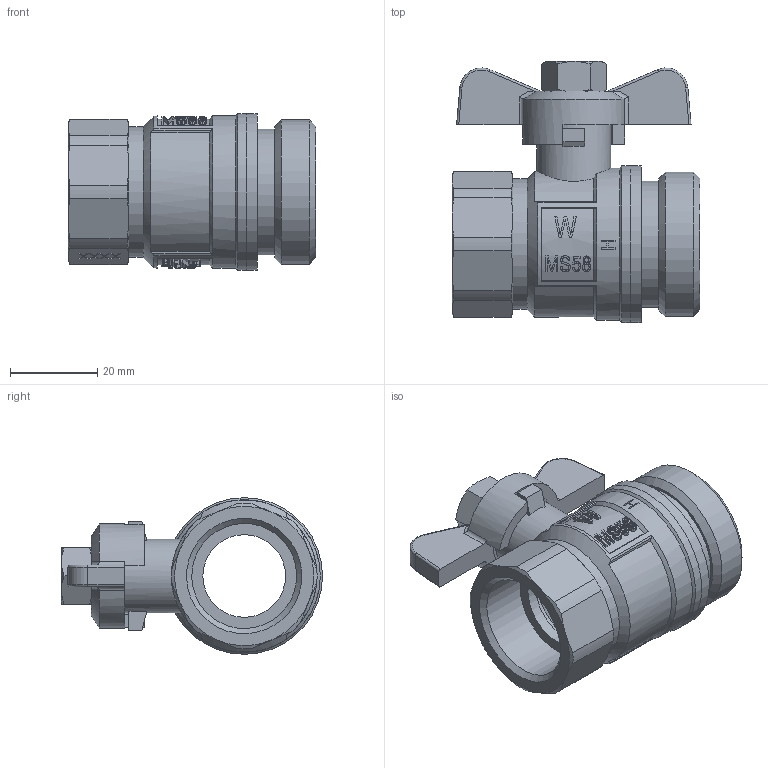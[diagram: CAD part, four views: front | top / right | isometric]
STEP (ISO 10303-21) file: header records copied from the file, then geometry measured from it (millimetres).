
FILE_DESCRIPTION(/* description */ ('Unknown'),/* implementation_level */ '2;1');
FILE_NAME(/* name */ '707-56',/* time_stamp */ '2022-06-30T12:34:03+02:00',/* author */ ('Unknown'),/* organization */ ('Unknown'),/* preprocessor_version */ 'ST-DEVELOPER v16.7',/* originating_system */ 'Solid Edge',/* authorisation */ 'Unknown');
FILE_SCHEMA (('AUTOMOTIVE_DESIGN {1 0 10303 214 3 1 1}'));
Length unit declared in the file: millimetre
Products named in the file (6): 707-05; Fl_gelgriff; 600-1_4-3_4-Fl_gelgriff; 600-1_2-Mutter-Fl-G; Einschraubteil; 707-05-Kvrper
Assembly tree (5 placements, depth 3):
  707-05
    Fl_gelgriff
      600-1_4-3_4-Fl_gelgriff
      600-1_2-Mutter-Fl-G
    Einschraubteil
    707-05-Kvrper
Bounding box: 57 x 60.01 x 36 mm (x, y, z)
Volume: 26364.8 mm3; surface area: 19705.3 mm2
Topology: 4 solids, 4 shells, 839 faces, 2323 edges, 1538 vertices
Faces by surface type: plane 700, cylinder 83, cone 48, bspline 4, torus 4
Full cylindrical faces by diameter (mm): 6.75 x1, 8.7 x1, 11 x1, 12.647 x1, 17 x1, 18.5 x1, 19 x2, 22 x1, 24.117 x1, 26 x2, 29 x1, 30 x1, 30.5 x1, 32 x1, 32.2 x1, 33.249 x1, 35 x1, 36 x2
Entity records: 35124 total; most frequent: CARTESIAN_POINT 7395, DIRECTION 5011, ORIENTED_EDGE 4564, EDGE_CURVE 2282, AXIS2_PLACEMENT_3D 1974, VERTEX_POINT 1531, LINE 1063, VECTOR 1063
